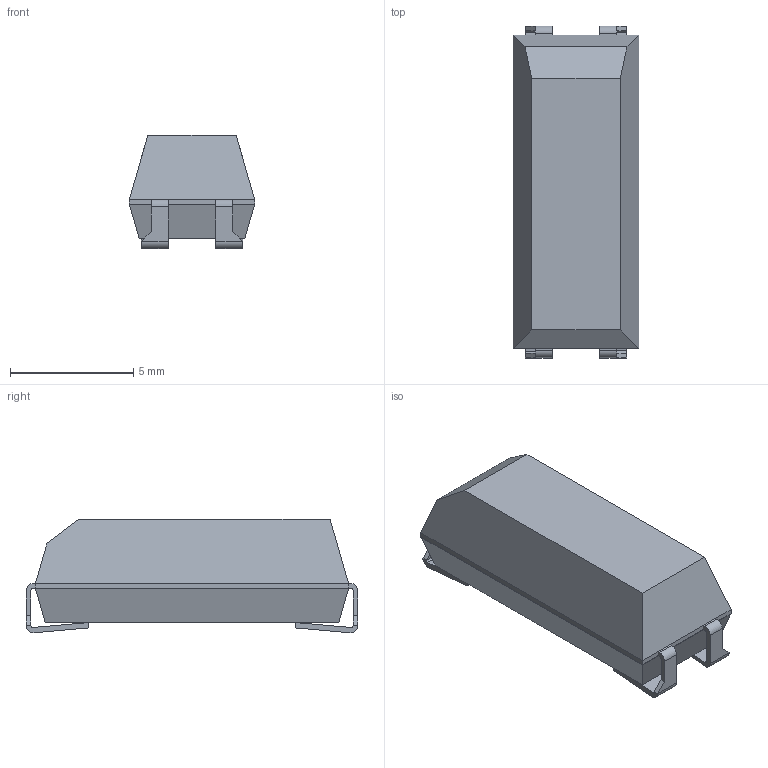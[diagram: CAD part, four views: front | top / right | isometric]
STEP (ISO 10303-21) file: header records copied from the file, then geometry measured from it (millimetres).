
FILE_DESCRIPTION((''),'2;1');
FILE_NAME('XTAL_EPSON_MA-506.stp','2014-07-22T12:38:18',(''),(''),'Mechanical Desktop 2011','Mechanical Desktop 2011',', , ');
FILE_SCHEMA(('AUTOMOTIVE_DESIGN { 1 2 10303 214 1 1 1 1 }'));
Length unit declared in the file: millimetre
Products named in the file (1): Product
Bounding box: 5.08 x 13.46 x 4.6 mm (x, y, z)
Volume: 230.4 mm3; surface area: 534.7 mm2
Topology: 7 solids, 7 shells, 87 faces, 207 edges, 134 vertices
Faces by surface type: plane 47, bspline 32, cylinder 8
Entity records: 2627 total; most frequent: CARTESIAN_POINT 637, ORIENTED_EDGE 414, DIRECTION 351, EDGE_CURVE 207, VECTOR 175, LINE 175, VERTEX_POINT 134, AXIS2_PLACEMENT_3D 88
